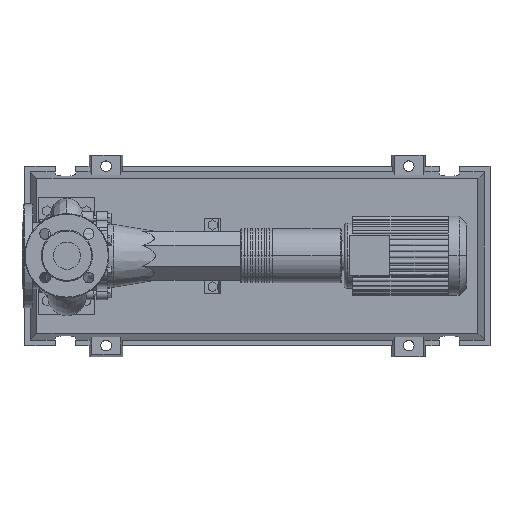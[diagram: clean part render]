
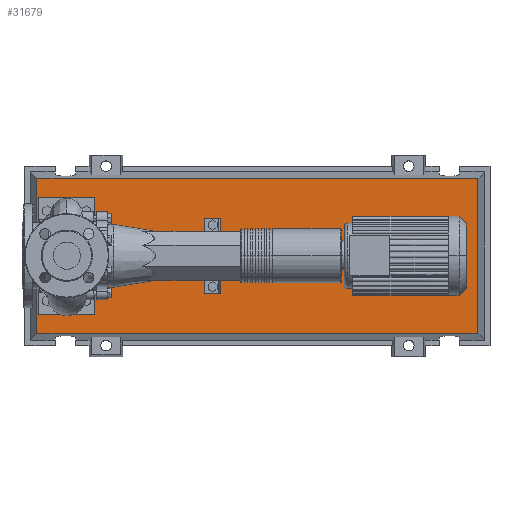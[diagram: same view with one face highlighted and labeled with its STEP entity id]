
A CAD part, top view. The second image highlights one B-rep face of the part: STEP entity #31679.
In plain terms, the highlighted planar face has unit normal (0, 0, 1).
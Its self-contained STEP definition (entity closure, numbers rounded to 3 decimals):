
#31360=CARTESIAN_POINT('',(733.292,-138.292,83.0));
#31361=VERTEX_POINT('',#31360);
#31368=CARTESIAN_POINT('',(-53.292,-138.292,83.0));
#31369=VERTEX_POINT('',#31368);
#31370=CARTESIAN_POINT('',(733.292,-138.292,83.0));
#31371=DIRECTION('',(-1.0,0.0,0.0));
#31372=VECTOR('',#31371,786.584);
#31373=LINE('',#31370,#31372);
#31374=EDGE_CURVE('',#31361,#31369,#31373,.T.);
#31592=CARTESIAN_POINT('',(733.292,138.292,83.0));
#31593=VERTEX_POINT('',#31592);
#31594=CARTESIAN_POINT('',(733.292,138.292,83.0));
#31595=DIRECTION('',(0.0,-1.0,0.0));
#31596=VECTOR('',#31595,276.584);
#31597=LINE('',#31594,#31596);
#31598=EDGE_CURVE('',#31593,#31361,#31597,.T.);
#31616=CARTESIAN_POINT('',(-53.292,138.292,83.0));
#31617=VERTEX_POINT('',#31616);
#31618=CARTESIAN_POINT('',(-53.292,-138.292,83.0));
#31619=DIRECTION('',(0.0,1.0,0.0));
#31620=VECTOR('',#31619,276.584);
#31621=LINE('',#31618,#31620);
#31622=EDGE_CURVE('',#31369,#31617,#31621,.T.);
#31655=CARTESIAN_POINT('',(-53.292,138.292,83.0));
#31656=DIRECTION('',(1.0,0.0,0.0));
#31657=VECTOR('',#31656,786.584);
#31658=LINE('',#31655,#31657);
#31659=EDGE_CURVE('',#31617,#31593,#31658,.T.);
#31668=CARTESIAN_POINT('',(340.,0.,83.0));
#31669=DIRECTION('',(0.0,0.0,1.0));
#31670=DIRECTION('',(1.0,0.0,0.0));
#31671=AXIS2_PLACEMENT_3D('',#31668,#31669,#31670);
#31672=PLANE('',#31671);
#31673=ORIENTED_EDGE('',*,*,#31598,.F.);
#31674=ORIENTED_EDGE('',*,*,#31659,.F.);
#31675=ORIENTED_EDGE('',*,*,#31622,.F.);
#31676=ORIENTED_EDGE('',*,*,#31374,.F.);
#31677=EDGE_LOOP('',(#31673,#31674,#31675,#31676));
#31678=FACE_OUTER_BOUND('',#31677,.T.);
#31679=ADVANCED_FACE('',(#31678),#31672,.T.);
